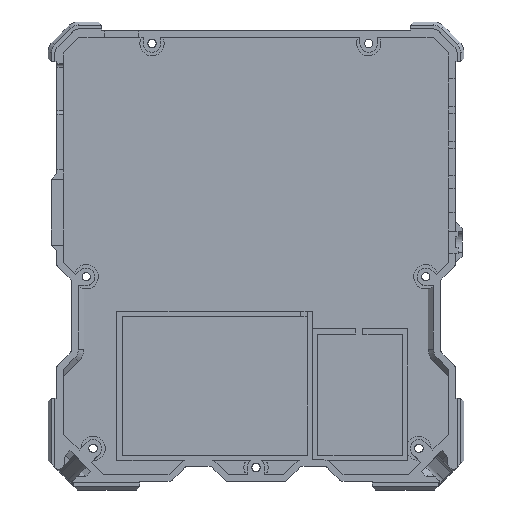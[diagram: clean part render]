
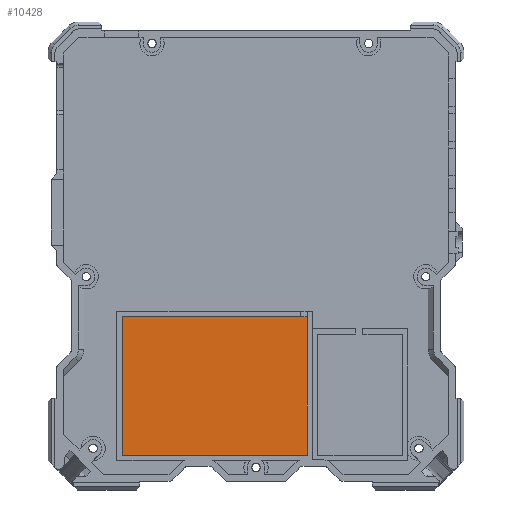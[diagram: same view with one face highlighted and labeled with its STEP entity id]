
A CAD part, top view. The second image highlights one B-rep face of the part: STEP entity #10428.
In plain terms, the highlighted planar face has unit normal (0, 0, 1).
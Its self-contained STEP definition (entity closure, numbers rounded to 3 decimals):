
#5683 = VERTEX_POINT('',#5684);
#5684 = CARTESIAN_POINT('',(14.84,-57.5,1.5));
#5690 = EDGE_CURVE('',#5683,#5691,#5693,.T.);
#5691 = VERTEX_POINT('',#5692);
#5692 = CARTESIAN_POINT('',(14.84,-17.5,1.5));
#5693 = LINE('',#5694,#5695);
#5694 = CARTESIAN_POINT('',(14.84,-9.732,1.5));
#5695 = VECTOR('',#5696,1.);
#5696 = DIRECTION('',(0.,1.,0.));
#5766 = EDGE_CURVE('',#5767,#5683,#5769,.T.);
#5767 = VERTEX_POINT('',#5768);
#5768 = CARTESIAN_POINT('',(0.,-57.5,1.5));
#5769 = LINE('',#5770,#5771);
#5770 = CARTESIAN_POINT('',(7.42,-57.5,1.5));
#5771 = VECTOR('',#5772,1.);
#5772 = DIRECTION('',(1.,0.,0.));
#5777 = VERTEX_POINT('',#5778);
#5778 = CARTESIAN_POINT('',(-38.66,-57.5,1.5));
#5784 = EDGE_CURVE('',#5777,#5767,#5785,.T.);
#5785 = LINE('',#5786,#5787);
#5786 = CARTESIAN_POINT('',(7.42,-57.5,1.5));
#5787 = VECTOR('',#5788,1.);
#5788 = DIRECTION('',(1.,0.,0.));
#5860 = EDGE_CURVE('',#5861,#5777,#5863,.T.);
#5861 = VERTEX_POINT('',#5862);
#5862 = CARTESIAN_POINT('',(-38.66,-17.5,1.5));
#5863 = LINE('',#5864,#5865);
#5864 = CARTESIAN_POINT('',(-38.66,-30.482,1.5));
#5865 = VECTOR('',#5866,1.);
#5866 = DIRECTION('',(0.,-1.,0.));
#5908 = EDGE_CURVE('',#5691,#5861,#5909,.T.);
#5909 = LINE('',#5910,#5911);
#5910 = CARTESIAN_POINT('',(6.42,-17.5,1.5));
#5911 = VECTOR('',#5912,1.);
#5912 = DIRECTION('',(-1.,0.,0.));
#10428 = ADVANCED_FACE('',(#10429),#10436,.T.);
#10429 = FACE_BOUND('',#10430,.T.);
#10430 = EDGE_LOOP('',(#10431,#10432,#10433,#10434,#10435));
#10431 = ORIENTED_EDGE('',*,*,#5860,.T.);
#10432 = ORIENTED_EDGE('',*,*,#5784,.T.);
#10433 = ORIENTED_EDGE('',*,*,#5766,.T.);
#10434 = ORIENTED_EDGE('',*,*,#5690,.T.);
#10435 = ORIENTED_EDGE('',*,*,#5908,.T.);
#10436 = PLANE('',#10437);
#10437 = AXIS2_PLACEMENT_3D('',#10438,#10439,#10440);
#10438 = CARTESIAN_POINT('',(0.,-3.464,1.5));
#10439 = DIRECTION('',(0.,0.,1.));
#10440 = DIRECTION('',(1.,0.,0.));
